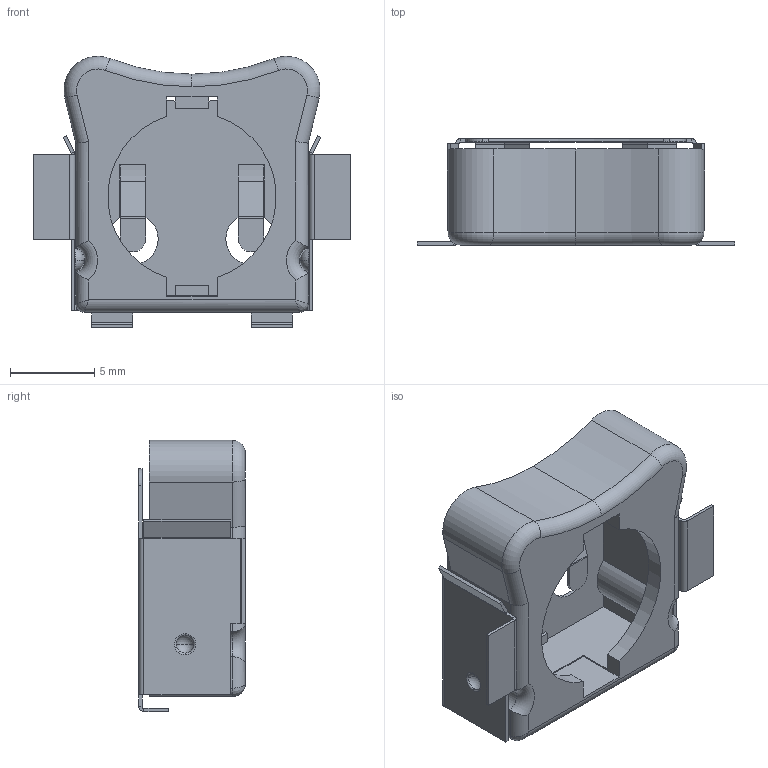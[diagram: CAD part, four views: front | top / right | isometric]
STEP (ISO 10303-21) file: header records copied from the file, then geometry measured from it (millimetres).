
FILE_DESCRIPTION (( 'STEP AP214' ), '1' );
FILE_NAME ('BHX1-LR44-SM.STEP', '2020-01-13T23:15:25', ( '' ), ( '' ), 'SwSTEP 2.0', 'SolidWorks 2017', '' );
FILE_SCHEMA (( 'AUTOMOTIVE_DESIGN' ));
Length unit declared in the file: millimetre
Products named in the file (1): BHX1-LR44-SM
Bounding box: 18.87 x 6.32 x 16.1 mm (x, y, z)
Volume: 437 mm3; surface area: 1519.4 mm2
Topology: 2 solids, 2 shells, 215 faces, 514 edges, 305 vertices
Faces by surface type: plane 135, cylinder 56, torus 14, sphere 8, bspline 2
Entity records: 6210 total; most frequent: CARTESIAN_POINT 1137, DIRECTION 1081, ORIENTED_EDGE 1024, EDGE_CURVE 512, AXIS2_PLACEMENT_3D 365, VECTOR 351, LINE 351, VERTEX_POINT 305
